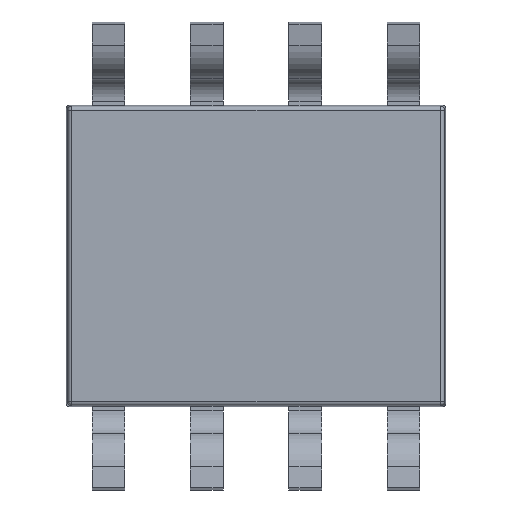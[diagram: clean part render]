
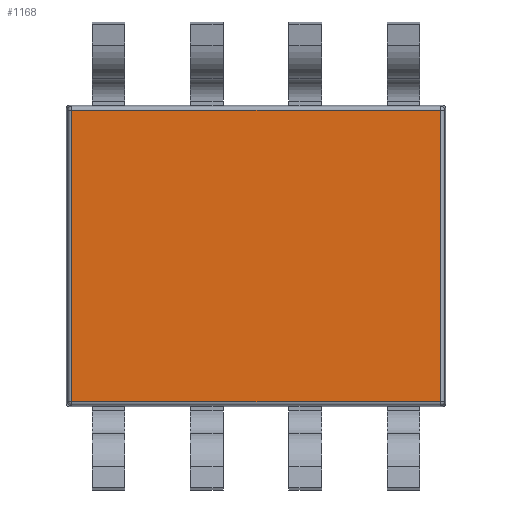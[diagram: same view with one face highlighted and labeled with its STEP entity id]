
A CAD part, front view. The second image highlights one B-rep face of the part: STEP entity #1168.
In plain terms, the highlighted planar face has unit normal (0, -1, 0).
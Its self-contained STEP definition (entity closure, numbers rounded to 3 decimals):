
#1143 = VERTEX_POINT ( 'NONE', #3441 ) ;
#1144 = ORIENTED_EDGE ( 'NONE', *, *, #1145, .T. ) ;
#1145 = EDGE_CURVE ( 'NONE', #1143, #1146, #3560, .T. ) ;
#1146 = VERTEX_POINT ( 'NONE', #3556 ) ;
#1147 = ORIENTED_EDGE ( 'NONE', *, *, #1148, .T. ) ;
#1148 = EDGE_CURVE ( 'NONE', #1146, #1298, #3555, .T. ) ;
#1168 = ADVANCED_FACE ( 'NONE', ( #3418 ), #3549, .F. ) ;
#1169 = EDGE_LOOP ( 'NONE', ( #1296, #1300, #1144, #1147 ) ) ;
#1296 = ORIENTED_EDGE ( 'NONE', *, *, #1297, .T. ) ;
#1297 = EDGE_CURVE ( 'NONE', #1298, #1299, #3992, .T. ) ;
#1298 = VERTEX_POINT ( 'NONE', #3988 ) ;
#1299 = VERTEX_POINT ( 'NONE', #3987 ) ;
#1300 = ORIENTED_EDGE ( 'NONE', *, *, #1301, .T. ) ;
#1301 = EDGE_CURVE ( 'NONE', #1299, #1143, #4022, .T. ) ;
#3418 = FACE_OUTER_BOUND ( 'NONE', #1169, .T. ) ;
#3441 = CARTESIAN_POINT ( 'NONE',  ( -2.383, -0.55, 1.883 ) ) ;
#3545 = DIRECTION ( 'NONE',  ( 0., 0., 1. ) ) ;
#3546 = DIRECTION ( 'NONE',  ( 0., 1., 0. ) ) ;
#3547 = CARTESIAN_POINT ( 'NONE',  ( -2.45, -0.55, 1.95 ) ) ;
#3548 = AXIS2_PLACEMENT_3D ( 'NONE', #3547, #3546, #3545 ) ;
#3549 = PLANE ( 'NONE',  #3548 ) ;
#3552 = DIRECTION ( 'NONE',  ( 1., 0., 0. ) ) ;
#3553 = VECTOR ( 'NONE', #3552, 1000. ) ;
#3554 = CARTESIAN_POINT ( 'NONE',  ( 2.431, -0.55, -1.883 ) ) ;
#3555 = LINE ( 'NONE', #3554, #3553 ) ;
#3556 = CARTESIAN_POINT ( 'NONE',  ( -2.383, -0.55, -1.883 ) ) ;
#3557 = DIRECTION ( 'NONE',  ( 0., 0., -1. ) ) ;
#3558 = VECTOR ( 'NONE', #3557, 1000. ) ;
#3559 = CARTESIAN_POINT ( 'NONE',  ( -2.383, -0.55, -1.931 ) ) ;
#3560 = LINE ( 'NONE', #3559, #3558 ) ;
#3987 = CARTESIAN_POINT ( 'NONE',  ( 2.383, -0.55, 1.883 ) ) ;
#3988 = CARTESIAN_POINT ( 'NONE',  ( 2.383, -0.55, -1.883 ) ) ;
#3989 = DIRECTION ( 'NONE',  ( 0., 0., 1. ) ) ;
#3990 = VECTOR ( 'NONE', #3989, 1000. ) ;
#3991 = CARTESIAN_POINT ( 'NONE',  ( 2.383, -0.55, 1.931 ) ) ;
#3992 = LINE ( 'NONE', #3991, #3990 ) ;
#4019 = DIRECTION ( 'NONE',  ( -1., 0., 0. ) ) ;
#4020 = VECTOR ( 'NONE', #4019, 1000. ) ;
#4021 = CARTESIAN_POINT ( 'NONE',  ( -2.431, -0.55, 1.883 ) ) ;
#4022 = LINE ( 'NONE', #4021, #4020 ) ;
